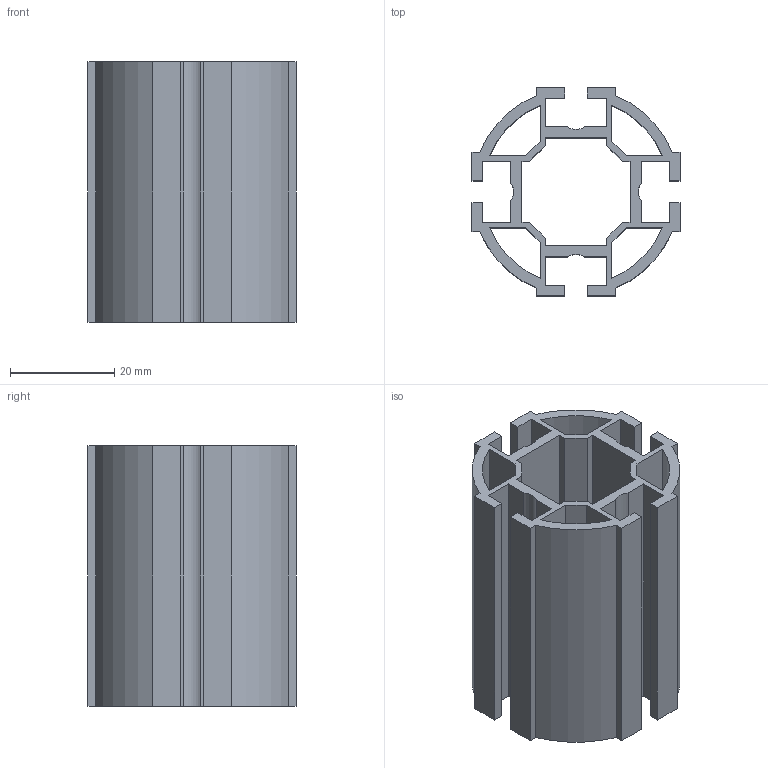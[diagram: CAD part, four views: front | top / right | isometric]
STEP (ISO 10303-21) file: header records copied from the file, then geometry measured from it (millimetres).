
FILE_DESCRIPTION(/* description */ ('Alibre Inc.'),/* implementation_level */ '2;1');
FILE_NAME(/* name */ 'export0',/* time_stamp */ '2016-05-27T17:51:05-05:00',/* author */ (''),/* organization */ (''),/* preprocessor_version */ 'ST-DEVELOPER v14',/* originating_system */ 'Alibre',/* authorisation */ '');
FILE_SCHEMA (('CONFIG_CONTROL_DESIGN'));
Length unit declared in the file: centimetre
Products named in the file (1): ID_1
Bounding box: 40 x 40 x 50 mm (x, y, z)
Volume: 19688.7 mm3; surface area: 23820.5 mm2
Topology: 1 solids, 1 shells, 90 faces, 264 edges, 176 vertices
Faces by surface type: plane 78, cylinder 12
Entity records: 2979 total; most frequent: CARTESIAN_POINT 530, ORIENTED_EDGE 528, DIRECTION 390, EDGE_CURVE 264, VECTOR 240, LINE 240, VERTEX_POINT 176, AXIS2_PLACEMENT_3D 114
